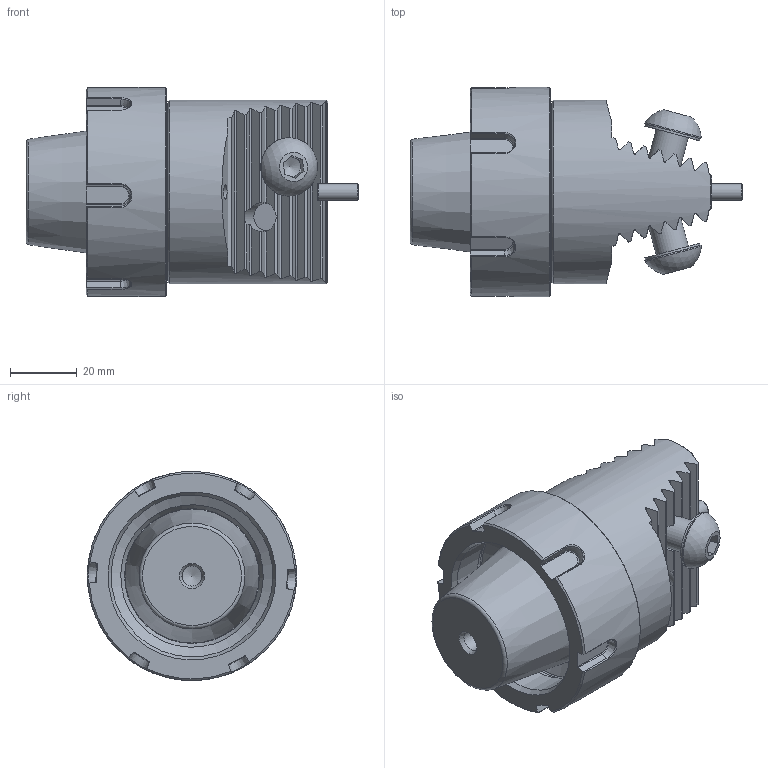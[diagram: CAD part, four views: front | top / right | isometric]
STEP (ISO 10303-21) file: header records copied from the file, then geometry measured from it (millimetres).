
FILE_DESCRIPTION (( 'STEP AP214' ), '1' );
FILE_NAME ('E40.Z55.K23.085.STEP', '2020-08-13T14:37:06', ( '' ), ( '' ), 'SwSTEP 2.0', 'SolidWorks 2017', '' );
FILE_SCHEMA (( 'AUTOMOTIVE_DESIGN' ));
Length unit declared in the file: millimetre
Products named in the file (8): Sprengring_15.07.2011_003_Sprengring ›40; Z55-ER1.002.025_A; MSX-ER1.XXX.XXX_A_Mutter Spannzangenkegel E40; E40-Z55.K23.085_C; Z42-ER2.001.019_A; Z55-ER1.001.025; E40.Z55.K23.085; Z55-ER1.003.025_A_gespannt
Assembly tree (8 placements, depth 3):
  E40.Z55.K23.085
    E40-Z55.K23.085_C
    Z55-ER1.001.025  x2
      Z55-ER1.002.025_A
      Z55-ER1.003.025_A_gespannt
    Z42-ER2.001.019_A
    Sprengring_15.07.2011_003_Sprengring ›40
    MSX-ER1.XXX.XXX_A_Mutter Spannzangenkegel E40
Bounding box: 99.5 x 62.7 x 62.66 mm (x, y, z)
Volume: 155281.5 mm3; surface area: 38340.9 mm2
Topology: 8 solids, 8 shells, 333 faces, 843 edges, 532 vertices
Faces by surface type: plane 184, cylinder 79, cone 45, torus 17, bspline 6, sphere 2
Full cylindrical faces by diameter (mm): 2.9 x1, 3 x1, 3.3 x1, 4 x1, 4.2 x4, 5 x1, 6 x1, 8.5 x2, 10 x2, 10.5 x2, 11 x2, 17 x2, 17.5 x2, 37.5 x1, 39.4 x1, 40 x2, 40.4 x2, 45.4 x1, 48.5 x1, 51 x1, 55 x1, 62.7 x1
Entity records: 9935 total; most frequent: CARTESIAN_POINT 3099, ORIENTED_EDGE 1422, DIRECTION 1208, EDGE_CURVE 711, VERTEX_POINT 485, AXIS2_PLACEMENT_3D 478, EDGE_LOOP 388, FACE_OUTER_BOUND 347
